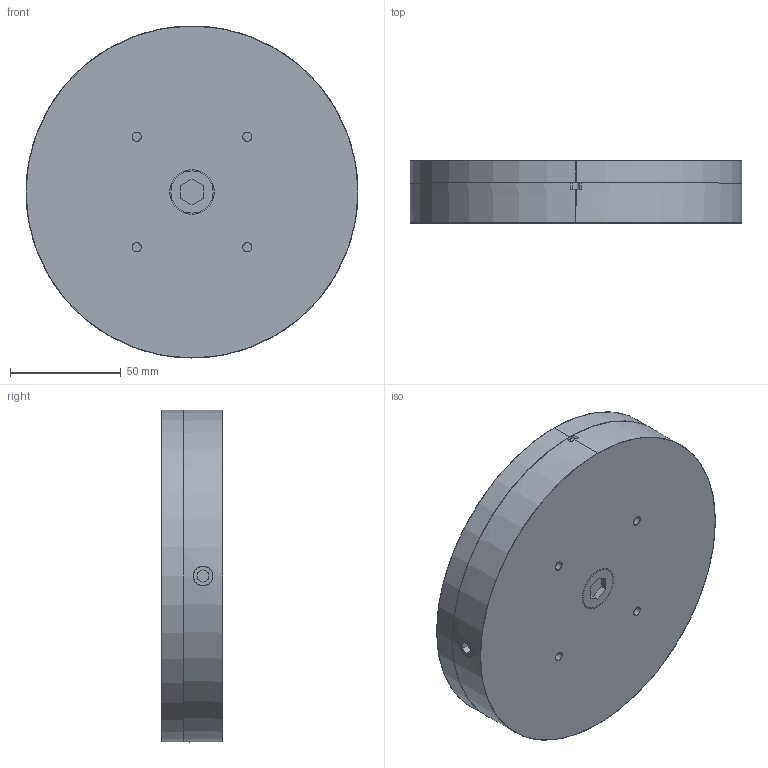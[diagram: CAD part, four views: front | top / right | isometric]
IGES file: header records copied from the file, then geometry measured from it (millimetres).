
Start section: SolidWorks IGES file using analytic representation for surfaces
Global section: file name: NSD-DN150-10BV.IGS; native system: SolidWorks 2023; preprocessor: SolidWorks 2023; author: yfZou; date: 240905.095455; units: millimetre
Bounding box: 150 x 28 x 150 mm (x, y, z)
Surface area: 67209.2 mm2 (no closed solid volume)
Topology: 0 solids, 0 shells, 44 faces, 658 edges, 658 vertices
Faces by surface type: revolution 23, bspline 21
